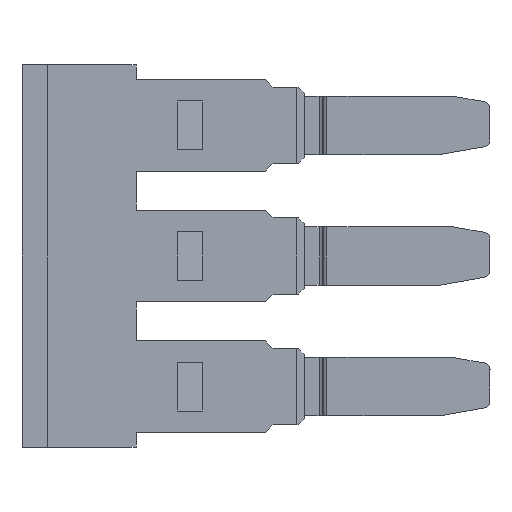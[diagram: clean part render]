
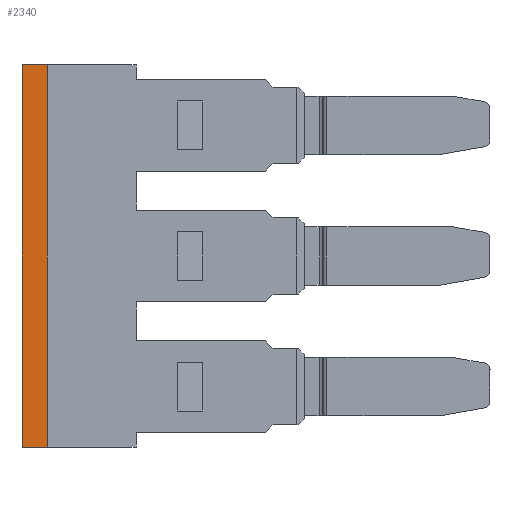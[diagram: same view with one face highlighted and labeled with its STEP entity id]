
A CAD part, left-side view. The second image highlights one B-rep face of the part: STEP entity #2340.
In plain terms, the highlighted planar face has unit normal (-1, 0, 0).
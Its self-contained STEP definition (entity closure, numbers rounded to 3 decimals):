
#67 = EDGE_LOOP ( 'NONE', ( #425, #422, #374, #407 ) ) ;
#374 = ORIENTED_EDGE ( 'NONE', *, *, #2586, .T. ) ;
#407 = ORIENTED_EDGE ( 'NONE', *, *, #2581, .T. ) ;
#422 = ORIENTED_EDGE ( 'NONE', *, *, #2551, .T. ) ;
#425 = ORIENTED_EDGE ( 'NONE', *, *, #2604, .T. ) ;
#796 = VERTEX_POINT ( 'NONE', #3839 ) ;
#810 = VERTEX_POINT ( 'NONE', #2797 ) ;
#890 = AXIS2_PLACEMENT_3D ( 'NONE', #3002, #2977, #3003 ) ;
#1112 = VECTOR ( 'NONE', #1588, 1000. ) ;
#1141 = VECTOR ( 'NONE', #1638, 1000. ) ;
#1147 = VECTOR ( 'NONE', #1522, 1000. ) ;
#1160 = VECTOR ( 'NONE', #1701, 1000. ) ;
#1501 = LINE ( 'NONE', #1526, #1147 ) ;
#1522 = DIRECTION ( 'NONE',  ( 0., -1., 0. ) ) ;
#1526 = CARTESIAN_POINT ( 'NONE',  ( 1389.982, 1077.807, -9.8 ) ) ;
#1583 = LINE ( 'NONE', #1589, #1141 ) ;
#1587 = LINE ( 'NONE', #1617, #1112 ) ;
#1588 = DIRECTION ( 'NONE',  ( 0., 1., 0. ) ) ;
#1589 = CARTESIAN_POINT ( 'NONE',  ( 1389.982, 1076.657, -38.316 ) ) ;
#1617 = CARTESIAN_POINT ( 'NONE',  ( 1389.982, 1077.957, 9.8 ) ) ;
#1638 = DIRECTION ( 'NONE',  ( 0., 0., 1. ) ) ;
#1692 = LINE ( 'NONE', #1710, #1160 ) ;
#1701 = DIRECTION ( 'NONE',  ( 0., 0., -1. ) ) ;
#1710 = CARTESIAN_POINT ( 'NONE',  ( 1389.982, 1077.957, 63.606 ) ) ;
#2119 = CARTESIAN_POINT ( 'NONE',  ( 1389.982, 1077.957, -9.8 ) ) ;
#2137 = CARTESIAN_POINT ( 'NONE',  ( 1389.982, 1076.657, 9.8 ) ) ;
#2340 = ADVANCED_FACE ( 'NONE', ( #2963 ), #2990, .T. ) ;
#2551 = EDGE_CURVE ( 'NONE', #3680, #810, #1501, .T. ) ;
#2581 = EDGE_CURVE ( 'NONE', #3717, #796, #1587, .T. ) ;
#2586 = EDGE_CURVE ( 'NONE', #810, #3717, #1583, .T. ) ;
#2604 = EDGE_CURVE ( 'NONE', #796, #3680, #1692, .T. ) ;
#2797 = CARTESIAN_POINT ( 'NONE',  ( 1389.982, 1076.657, -9.8 ) ) ;
#2963 = FACE_OUTER_BOUND ( 'NONE', #67, .T. ) ;
#2977 = DIRECTION ( 'NONE',  ( -1., 0., 0. ) ) ;
#2990 = PLANE ( 'NONE',  #890 ) ;
#3002 = CARTESIAN_POINT ( 'NONE',  ( 1389.982, 1077.957, 9.8 ) ) ;
#3003 = DIRECTION ( 'NONE',  ( 0., -1., 0. ) ) ;
#3680 = VERTEX_POINT ( 'NONE', #2119 ) ;
#3717 = VERTEX_POINT ( 'NONE', #2137 ) ;
#3839 = CARTESIAN_POINT ( 'NONE',  ( 1389.982, 1077.957, 9.8 ) ) ;
